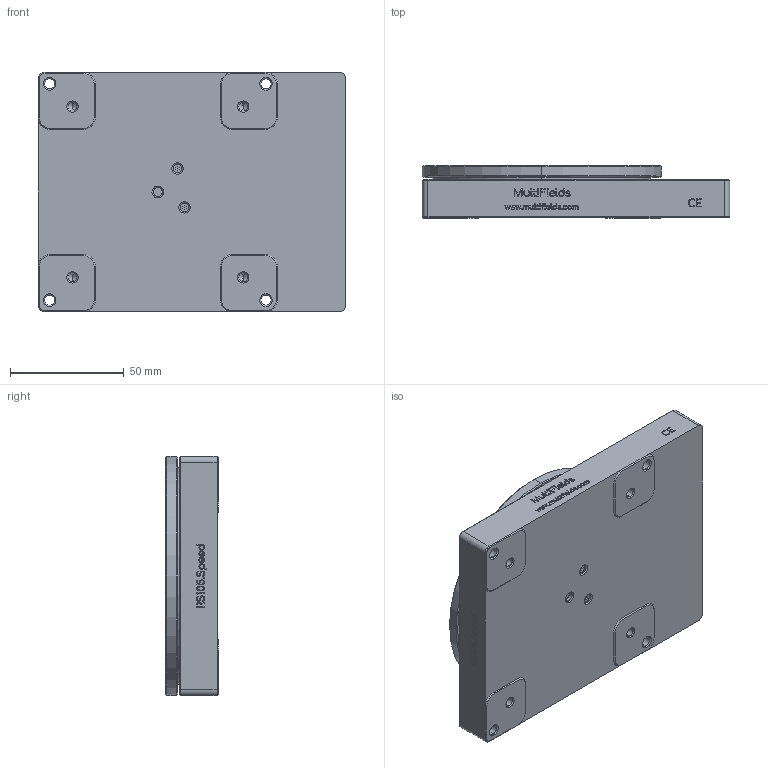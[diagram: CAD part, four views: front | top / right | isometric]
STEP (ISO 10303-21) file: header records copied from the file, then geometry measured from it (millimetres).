
FILE_DESCRIPTION (( 'STEP AP214' ), '1' );
FILE_NAME ('RS105.Speed-508-LLM.STEP', '2025-08-06T07:43:58', ( '' ), ( '' ), 'SwSTEP 2.0', 'SolidWorks 2020', '' );
FILE_SCHEMA (( 'AUTOMOTIVE_DESIGN' ));
Length unit declared in the file: millimetre
Products named in the file (1): RS105.Speed-508-LLM
Bounding box: 135 x 23 x 105 mm (x, y, z)
Volume: 167002.9 mm3; surface area: 77162.6 mm2
Topology: 11 solids, 12 shells, 1390 faces, 3529 edges, 2229 vertices
Faces by surface type: plane 465, bspline 452, cone 230, cylinder 223, torus 20
Entity records: 76171 total; most frequent: CARTESIAN_POINT 29941, ORIENTED_EDGE 7006, DIRECTION 5165, EDGE_CURVE 3503, VERTEX_POINT 2229, LINE 1875, VECTOR 1875, AXIS2_PLACEMENT_3D 1645
